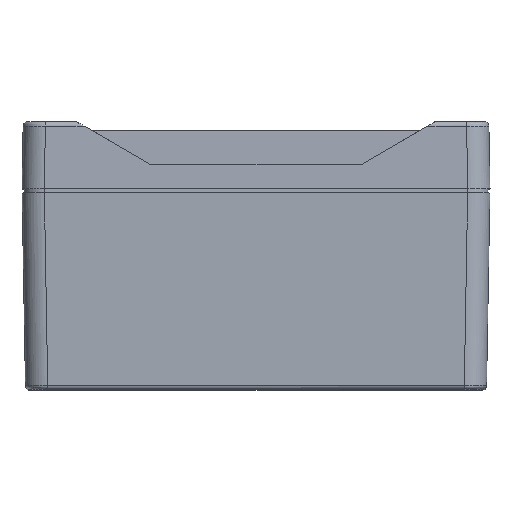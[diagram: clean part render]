
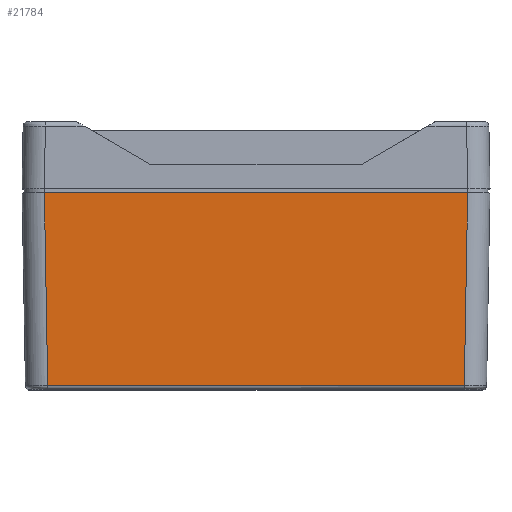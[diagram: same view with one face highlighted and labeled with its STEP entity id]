
A CAD part, top view. The second image highlights one B-rep face of the part: STEP entity #21784.
In plain terms, the highlighted planar face has unit normal (0, -0.018, 1).
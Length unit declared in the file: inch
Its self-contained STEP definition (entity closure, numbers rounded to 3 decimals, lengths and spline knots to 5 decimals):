
#2416 = LINE ( 'NONE', #50954, #75135 ) ;
#2787 = CARTESIAN_POINT ( 'NONE',  ( 1.86942, -0.03937, 2.06624 ) ) ;
#2918 = CARTESIAN_POINT ( 'NONE',  ( -1.03346, -1.73691, 2.03661 ) ) ;
#3374 = DIRECTION ( 'NONE',  ( -0.017, 1., 0.017 ) ) ;
#3745 = CARTESIAN_POINT ( 'NONE',  ( -1.86954, -0.03262, 2.06636 ) ) ;
#11771 = EDGE_CURVE ( 'NONE', #47253, #58982, #56962, .T. ) ;
#12173 = PLANE ( 'NONE',  #13297 ) ;
#12713 = EDGE_LOOP ( 'NONE', ( #45706, #73339, #76719, #13482 ) ) ;
#13297 = AXIS2_PLACEMENT_3D ( 'NONE', #49353, #31456, #35463 ) ;
#13482 = ORIENTED_EDGE ( 'NONE', *, *, #40833, .F. ) ;
#14741 = VECTOR ( 'NONE', #3374, 39.37008 ) ;
#16756 = VECTOR ( 'NONE', #31276, 39.37008 ) ;
#19747 = DIRECTION ( 'NONE',  ( -1., 0., 0. ) ) ;
#21784 = ADVANCED_FACE ( 'NONE', ( #65027 ), #12173, .T. ) ;
#21937 = CARTESIAN_POINT ( 'NONE',  ( -1.83979, -1.73691, 2.03661 ) ) ;
#23766 = VECTOR ( 'NONE', #19747, 39.37008 ) ;
#25599 = LINE ( 'NONE', #72975, #23766 ) ;
#27455 = VERTEX_POINT ( 'NONE', #2787 ) ;
#31276 = DIRECTION ( 'NONE',  ( -1., 0., 0. ) ) ;
#31456 = DIRECTION ( 'NONE',  ( 0., -0.017, 1. ) ) ;
#31656 = LINE ( 'NONE', #2918, #16756 ) ;
#35463 = DIRECTION ( 'NONE',  ( 0., -1., -0.017 ) ) ;
#40833 = EDGE_CURVE ( 'NONE', #27455, #67302, #2416, .T. ) ;
#45706 = ORIENTED_EDGE ( 'NONE', *, *, #62556, .T. ) ;
#47253 = VERTEX_POINT ( 'NONE', #21937 ) ;
#49353 = CARTESIAN_POINT ( 'NONE',  ( -2.06693, 0., 2.06693 ) ) ;
#50954 = CARTESIAN_POINT ( 'NONE',  ( 1.86954, -0.03262, 2.06636 ) ) ;
#56703 = CARTESIAN_POINT ( 'NONE',  ( 1.83979, -1.73691, 2.03661 ) ) ;
#56962 = LINE ( 'NONE', #3745, #14741 ) ;
#58982 = VERTEX_POINT ( 'NONE', #63234 ) ;
#62556 = EDGE_CURVE ( 'NONE', #27455, #58982, #25599, .T. ) ;
#63234 = CARTESIAN_POINT ( 'NONE',  ( -1.86942, -0.03937, 2.06624 ) ) ;
#65027 = FACE_OUTER_BOUND ( 'NONE', #12713, .T. ) ;
#67302 = VERTEX_POINT ( 'NONE', #56703 ) ;
#67663 = DIRECTION ( 'NONE',  ( -0.017, -1., -0.017 ) ) ;
#72542 = EDGE_CURVE ( 'NONE', #67302, #47253, #31656, .T. ) ;
#72975 = CARTESIAN_POINT ( 'NONE',  ( -2.06693, -0.03937, 2.06624 ) ) ;
#73339 = ORIENTED_EDGE ( 'NONE', *, *, #11771, .F. ) ;
#75135 = VECTOR ( 'NONE', #67663, 39.37008 ) ;
#76719 = ORIENTED_EDGE ( 'NONE', *, *, #72542, .F. ) ;
